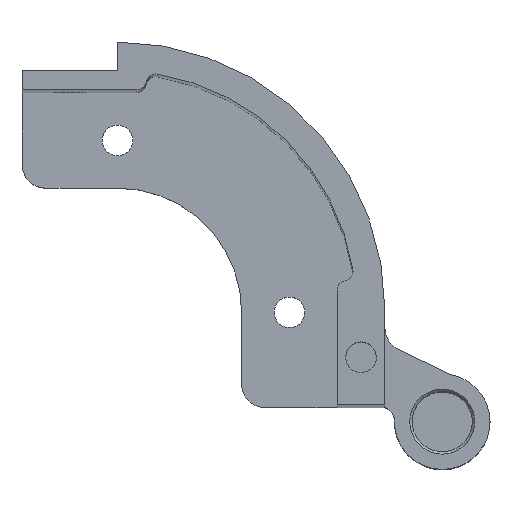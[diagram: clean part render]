
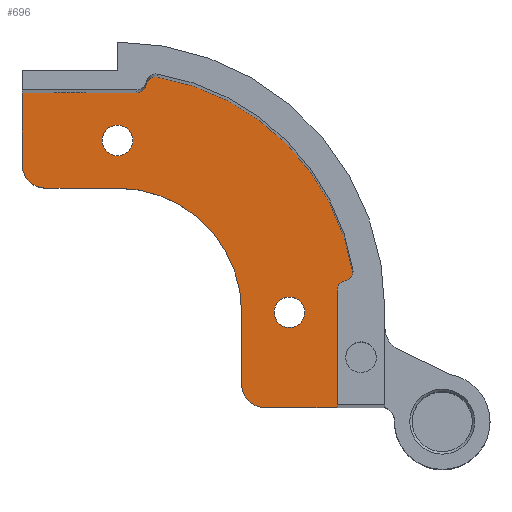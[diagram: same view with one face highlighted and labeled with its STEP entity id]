
A CAD part, top view. The second image highlights one B-rep face of the part: STEP entity #696.
In plain terms, the highlighted planar face has unit normal (0, 0, 1).
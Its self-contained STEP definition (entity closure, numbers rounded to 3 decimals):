
#50=FACE_BOUND('',#247,.T.);
#51=FACE_BOUND('',#248,.T.);
#64=LINE('',#1068,#122);
#66=LINE('',#1072,#124);
#88=LINE('',#1130,#146);
#90=LINE('',#1134,#148);
#103=LINE('',#1192,#161);
#106=LINE('',#1200,#164);
#122=VECTOR('',#851,12.028);
#124=VECTOR('',#855,7.5);
#146=VECTOR('',#907,7.5);
#148=VECTOR('',#911,12.028);
#161=VECTOR('',#980,7.5);
#164=VECTOR('',#989,7.5);
#202=FACE_OUTER_BOUND('',#246,.T.);
#246=EDGE_LOOP('',(#623,#624,#625,#626,#627,#628,#629,#630,#631,#632,#633,
#634,#635,#636));
#247=EDGE_LOOP('',(#637));
#248=EDGE_LOOP('',(#638));
#260=CIRCLE('',#727,1.);
#261=CIRCLE('',#729,25.);
#262=CIRCLE('',#731,1.);
#263=CIRCLE('',#733,1.);
#273=CIRCLE('',#755,1.);
#284=CIRCLE('',#774,1.6);
#285=CIRCLE('',#776,1.6);
#286=CIRCLE('',#778,2.5);
#287=CIRCLE('',#781,13.);
#288=CIRCLE('',#784,2.5);
#306=VERTEX_POINT('',#1049);
#307=VERTEX_POINT('',#1051);
#308=VERTEX_POINT('',#1055);
#309=VERTEX_POINT('',#1059);
#310=VERTEX_POINT('',#1063);
#311=VERTEX_POINT('',#1067);
#312=VERTEX_POINT('',#1071);
#332=VERTEX_POINT('',#1127);
#333=VERTEX_POINT('',#1129);
#334=VERTEX_POINT('',#1133);
#348=VERTEX_POINT('',#1178);
#349=VERTEX_POINT('',#1182);
#350=VERTEX_POINT('',#1186);
#351=VERTEX_POINT('',#1190);
#352=VERTEX_POINT('',#1194);
#353=VERTEX_POINT('',#1198);
#372=EDGE_CURVE('',#307,#306,#260,.T.);
#374=EDGE_CURVE('',#308,#307,#261,.T.);
#376=EDGE_CURVE('',#309,#308,#262,.T.);
#378=EDGE_CURVE('',#310,#309,#263,.T.);
#380=EDGE_CURVE('',#311,#310,#64,.T.);
#382=EDGE_CURVE('',#311,#312,#66,.T.);
#411=EDGE_CURVE('',#332,#333,#88,.T.);
#413=EDGE_CURVE('',#334,#333,#90,.T.);
#417=EDGE_CURVE('',#306,#334,#273,.T.);
#435=EDGE_CURVE('',#348,#348,#284,.T.);
#437=EDGE_CURVE('',#349,#349,#285,.T.);
#439=EDGE_CURVE('',#332,#350,#286,.T.);
#442=EDGE_CURVE('',#351,#350,#103,.T.);
#444=EDGE_CURVE('',#352,#351,#287,.T.);
#446=EDGE_CURVE('',#353,#352,#106,.T.);
#447=EDGE_CURVE('',#353,#312,#288,.T.);
#623=ORIENTED_EDGE('',*,*,#413,.T.);
#624=ORIENTED_EDGE('',*,*,#411,.F.);
#625=ORIENTED_EDGE('',*,*,#439,.T.);
#626=ORIENTED_EDGE('',*,*,#442,.F.);
#627=ORIENTED_EDGE('',*,*,#444,.F.);
#628=ORIENTED_EDGE('',*,*,#446,.F.);
#629=ORIENTED_EDGE('',*,*,#447,.T.);
#630=ORIENTED_EDGE('',*,*,#382,.F.);
#631=ORIENTED_EDGE('',*,*,#380,.T.);
#632=ORIENTED_EDGE('',*,*,#378,.T.);
#633=ORIENTED_EDGE('',*,*,#376,.T.);
#634=ORIENTED_EDGE('',*,*,#374,.T.);
#635=ORIENTED_EDGE('',*,*,#372,.T.);
#636=ORIENTED_EDGE('',*,*,#417,.T.);
#637=ORIENTED_EDGE('',*,*,#437,.F.);
#638=ORIENTED_EDGE('',*,*,#435,.F.);
#661=PLANE('',#787);
#696=ADVANCED_FACE('',(#202,#50,#51),#661,.F.);
#727=AXIS2_PLACEMENT_3D('',#1052,#831,#832);
#729=AXIS2_PLACEMENT_3D('',#1056,#836,#837);
#731=AXIS2_PLACEMENT_3D('',#1060,#841,#842);
#733=AXIS2_PLACEMENT_3D('',#1064,#846,#847);
#755=AXIS2_PLACEMENT_3D('',#1141,#919,#920);
#774=AXIS2_PLACEMENT_3D('',#1179,#964,#965);
#776=AXIS2_PLACEMENT_3D('',#1183,#969,#970);
#778=AXIS2_PLACEMENT_3D('',#1187,#974,#975);
#781=AXIS2_PLACEMENT_3D('',#1196,#984,#985);
#784=AXIS2_PLACEMENT_3D('',#1202,#992,#993);
#787=AXIS2_PLACEMENT_3D('',#1207,#1000,#1001);
#831=DIRECTION('center_axis',(0.,0.,1.));
#832=DIRECTION('ref_axis',(-0.645,0.764,0.));
#836=DIRECTION('center_axis',(0.,0.,1.));
#837=DIRECTION('ref_axis',(0.,1.,0.));
#841=DIRECTION('center_axis',(0.,0.,1.));
#842=DIRECTION('ref_axis',(0.764,-0.645,0.));
#846=DIRECTION('center_axis',(0.,0.,-1.));
#847=DIRECTION('ref_axis',(1.,0.,0.));
#851=DIRECTION('',(0.,1.,0.));
#855=DIRECTION('',(-1.,0.,0.));
#907=DIRECTION('',(0.,1.,0.));
#911=DIRECTION('',(-1.,0.,0.));
#919=DIRECTION('center_axis',(0.,0.,-1.));
#920=DIRECTION('ref_axis',(0.,1.,0.));
#964=DIRECTION('center_axis',(0.,0.,1.));
#965=DIRECTION('ref_axis',(0.,1.,0.));
#969=DIRECTION('center_axis',(0.,0.,1.));
#970=DIRECTION('ref_axis',(0.,1.,0.));
#974=DIRECTION('center_axis',(0.,0.,1.));
#975=DIRECTION('ref_axis',(-0.707,-0.707,0.));
#980=DIRECTION('',(-1.,0.,0.));
#984=DIRECTION('center_axis',(0.,0.,1.));
#985=DIRECTION('ref_axis',(0.,1.,0.));
#989=DIRECTION('',(0.,1.,0.));
#992=DIRECTION('center_axis',(0.,0.,1.));
#993=DIRECTION('ref_axis',(-0.707,-0.707,0.));
#1000=DIRECTION('center_axis',(0.,0.,-1.));
#1001=DIRECTION('ref_axis',(0.,1.,0.));
#1049=CARTESIAN_POINT('',(-64.236,231.082,5.5));
#1051=CARTESIAN_POINT('',(-63.083,231.9,5.5));
#1052=CARTESIAN_POINT('Origin',(-63.25,230.914,5.5));
#1055=CARTESIAN_POINT('',(-42.6,211.417,5.5));
#1056=CARTESIAN_POINT('Origin',(-67.25,207.25,5.5));
#1059=CARTESIAN_POINT('',(-43.418,210.264,5.5));
#1060=CARTESIAN_POINT('Origin',(-43.586,211.25,5.5));
#1063=CARTESIAN_POINT('',(-44.25,209.278,5.5));
#1064=CARTESIAN_POINT('Origin',(-43.25,209.278,5.5));
#1067=CARTESIAN_POINT('',(-44.25,197.25,5.5));
#1068=CARTESIAN_POINT('',(-44.25,202.75,5.5));
#1071=CARTESIAN_POINT('',(-51.75,197.25,5.5));
#1072=CARTESIAN_POINT('',(-43.25,197.25,5.5));
#1127=CARTESIAN_POINT('',(-77.25,222.75,5.5));
#1129=CARTESIAN_POINT('',(-77.25,230.25,5.5));
#1130=CARTESIAN_POINT('',(-77.25,229.25,5.5));
#1133=CARTESIAN_POINT('',(-65.222,230.25,5.5));
#1134=CARTESIAN_POINT('',(-70.25,230.25,5.5));
#1141=CARTESIAN_POINT('Origin',(-65.222,231.25,5.5));
#1178=CARTESIAN_POINT('',(-49.25,205.65,5.5));
#1179=CARTESIAN_POINT('Origin',(-49.25,207.25,5.5));
#1182=CARTESIAN_POINT('',(-67.25,223.65,5.5));
#1183=CARTESIAN_POINT('Origin',(-67.25,225.25,5.5));
#1186=CARTESIAN_POINT('',(-74.75,220.25,5.5));
#1187=CARTESIAN_POINT('Origin',(-74.75,222.75,5.5));
#1190=CARTESIAN_POINT('',(-67.25,220.25,5.5));
#1192=CARTESIAN_POINT('',(-72.25,220.25,5.5));
#1194=CARTESIAN_POINT('',(-54.25,207.25,5.5));
#1196=CARTESIAN_POINT('Origin',(-67.25,207.25,5.5));
#1198=CARTESIAN_POINT('',(-54.25,199.75,5.5));
#1200=CARTESIAN_POINT('',(-54.25,207.25,5.5));
#1202=CARTESIAN_POINT('Origin',(-51.75,199.75,5.5));
#1207=CARTESIAN_POINT('Origin',(-67.25,207.25,5.5));
